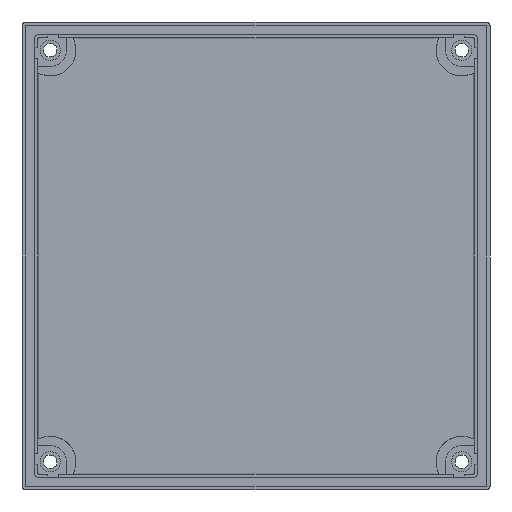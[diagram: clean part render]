
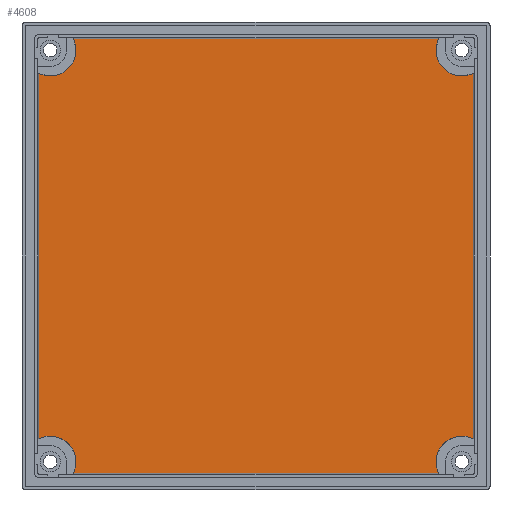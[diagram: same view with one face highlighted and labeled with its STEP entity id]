
A CAD part, front view. The second image highlights one B-rep face of the part: STEP entity #4608.
In plain terms, the highlighted planar face has unit normal (0, -1, 0).
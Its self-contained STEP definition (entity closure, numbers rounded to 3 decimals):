
#146 = VERTEX_POINT ( 'NONE', #3620 ) ;
#176 = CARTESIAN_POINT ( 'NONE',  ( -131., 36., -131. ) ) ;
#241 = ORIENTED_EDGE ( 'NONE', *, *, #662, .T. ) ;
#311 = AXIS2_PLACEMENT_3D ( 'NONE', #3709, #4116, #3370 ) ;
#315 = VECTOR ( 'NONE', #3012, 1000. ) ;
#337 = CARTESIAN_POINT ( 'NONE',  ( 131., 36., -131. ) ) ;
#338 = DIRECTION ( 'NONE',  ( 0., 1., 0. ) ) ;
#418 = AXIS2_PLACEMENT_3D ( 'NONE', #337, #4300, #4628 ) ;
#431 = AXIS2_PLACEMENT_3D ( 'NONE', #176, #5013, #3319 ) ;
#522 = EDGE_CURVE ( 'NONE', #882, #1478, #2431, .T. ) ;
#662 = EDGE_CURVE ( 'NONE', #4418, #2106, #3504, .T. ) ;
#763 = EDGE_CURVE ( 'NONE', #882, #4418, #4064, .T. ) ;
#861 = CARTESIAN_POINT ( 'NONE',  ( -138.393, 36., -116.473 ) ) ;
#882 = VERTEX_POINT ( 'NONE', #861 ) ;
#927 = CARTESIAN_POINT ( 'NONE',  ( 116.473, 36., -138.393 ) ) ;
#935 = CARTESIAN_POINT ( 'NONE',  ( -138.393, 36., 138.87 ) ) ;
#940 = CARTESIAN_POINT ( 'NONE',  ( 138.393, 36., -138.87 ) ) ;
#966 = ORIENTED_EDGE ( 'NONE', *, *, #763, .T. ) ;
#974 = EDGE_LOOP ( 'NONE', ( #5126, #5066, #3535, #1520, #5120, #3053, #2400, #966, #241, #2756 ) ) ;
#986 = CARTESIAN_POINT ( 'NONE',  ( -131., 36., 131. ) ) ;
#1148 = DIRECTION ( 'NONE',  ( 0., 0., 1. ) ) ;
#1337 = CARTESIAN_POINT ( 'NONE',  ( -116.473, 36., 138.393 ) ) ;
#1392 = CIRCLE ( 'NONE', #311, 16.3 ) ;
#1409 = LINE ( 'NONE', #940, #3254 ) ;
#1457 = PLANE ( 'NONE',  #2582 ) ;
#1478 = VERTEX_POINT ( 'NONE', #4908 ) ;
#1502 = EDGE_CURVE ( 'NONE', #2137, #1478, #4818, .T. ) ;
#1520 = ORIENTED_EDGE ( 'NONE', *, *, #1944, .T. ) ;
#1577 = DIRECTION ( 'NONE',  ( 0., 1., 0. ) ) ;
#1837 = EDGE_CURVE ( 'NONE', #2113, #2106, #4776, .T. ) ;
#1882 = AXIS2_PLACEMENT_3D ( 'NONE', #3496, #338, #1148 ) ;
#1944 = EDGE_CURVE ( 'NONE', #3736, #146, #2482, .T. ) ;
#2091 = DIRECTION ( 'NONE',  ( 0., 0., -1. ) ) ;
#2106 = VERTEX_POINT ( 'NONE', #4968 ) ;
#2113 = VERTEX_POINT ( 'NONE', #927 ) ;
#2137 = VERTEX_POINT ( 'NONE', #1337 ) ;
#2245 = DIRECTION ( 'NONE',  ( 0., 0., -1. ) ) ;
#2279 = CARTESIAN_POINT ( 'NONE',  ( 131., 36., -114.7 ) ) ;
#2306 = CARTESIAN_POINT ( 'NONE',  ( 138.393, 36., 116.473 ) ) ;
#2400 = ORIENTED_EDGE ( 'NONE', *, *, #522, .F. ) ;
#2431 = LINE ( 'NONE', #935, #3351 ) ;
#2432 = LINE ( 'NONE', #4684, #315 ) ;
#2480 = DIRECTION ( 'NONE',  ( 0., 0., 1. ) ) ;
#2482 = CIRCLE ( 'NONE', #3754, 16.3 ) ;
#2582 = AXIS2_PLACEMENT_3D ( 'NONE', #3824, #5000, #3052 ) ;
#2665 = FACE_OUTER_BOUND ( 'NONE', #974, .T. ) ;
#2732 = CARTESIAN_POINT ( 'NONE',  ( 138.393, 36., -116.473 ) ) ;
#2756 = ORIENTED_EDGE ( 'NONE', *, *, #1837, .F. ) ;
#3012 = DIRECTION ( 'NONE',  ( 1., 0., 0. ) ) ;
#3052 = DIRECTION ( 'NONE',  ( 0., 0., -1. ) ) ;
#3053 = ORIENTED_EDGE ( 'NONE', *, *, #1502, .T. ) ;
#3254 = VECTOR ( 'NONE', #2245, 1000. ) ;
#3319 = DIRECTION ( 'NONE',  ( 0., 0., 1. ) ) ;
#3329 = AXIS2_PLACEMENT_3D ( 'NONE', #986, #3732, #2091 ) ;
#3337 = DIRECTION ( 'NONE',  ( -1., 0., 0. ) ) ;
#3351 = VECTOR ( 'NONE', #2480, 1000. ) ;
#3370 = DIRECTION ( 'NONE',  ( 0., 0., -1. ) ) ;
#3496 = CARTESIAN_POINT ( 'NONE',  ( -131., 36., -131. ) ) ;
#3504 = CIRCLE ( 'NONE', #431, 16.3 ) ;
#3535 = ORIENTED_EDGE ( 'NONE', *, *, #5069, .F. ) ;
#3568 = EDGE_CURVE ( 'NONE', #2113, #4631, #1392, .T. ) ;
#3620 = CARTESIAN_POINT ( 'NONE',  ( 116.473, 36., 138.393 ) ) ;
#3676 = EDGE_CURVE ( 'NONE', #2137, #146, #2432, .T. ) ;
#3709 = CARTESIAN_POINT ( 'NONE',  ( 131., 36., -131. ) ) ;
#3732 = DIRECTION ( 'NONE',  ( 0., 1., 0. ) ) ;
#3736 = VERTEX_POINT ( 'NONE', #2306 ) ;
#3754 = AXIS2_PLACEMENT_3D ( 'NONE', #3917, #1577, #4728 ) ;
#3824 = CARTESIAN_POINT ( 'NONE',  ( 149., 36., 149. ) ) ;
#3917 = CARTESIAN_POINT ( 'NONE',  ( 131., 36., 131. ) ) ;
#4064 = CIRCLE ( 'NONE', #1882, 16.3 ) ;
#4116 = DIRECTION ( 'NONE',  ( 0., 1., 0. ) ) ;
#4128 = CARTESIAN_POINT ( 'NONE',  ( -138.87, 36., -138.393 ) ) ;
#4203 = VECTOR ( 'NONE', #3337, 1000. ) ;
#4300 = DIRECTION ( 'NONE',  ( 0., 1., 0. ) ) ;
#4312 = EDGE_CURVE ( 'NONE', #4631, #5117, #4337, .T. ) ;
#4337 = CIRCLE ( 'NONE', #418, 16.3 ) ;
#4418 = VERTEX_POINT ( 'NONE', #4948 ) ;
#4608 = ADVANCED_FACE ( 'NONE', ( #2665 ), #1457, .T. ) ;
#4628 = DIRECTION ( 'NONE',  ( 0., 0., -1. ) ) ;
#4631 = VERTEX_POINT ( 'NONE', #2279 ) ;
#4684 = CARTESIAN_POINT ( 'NONE',  ( 138.87, 36., 138.393 ) ) ;
#4728 = DIRECTION ( 'NONE',  ( 0., 0., 1. ) ) ;
#4776 = LINE ( 'NONE', #4128, #4203 ) ;
#4818 = CIRCLE ( 'NONE', #3329, 16.3 ) ;
#4908 = CARTESIAN_POINT ( 'NONE',  ( -138.393, 36., 116.473 ) ) ;
#4948 = CARTESIAN_POINT ( 'NONE',  ( -131., 36., -114.7 ) ) ;
#4968 = CARTESIAN_POINT ( 'NONE',  ( -116.473, 36., -138.393 ) ) ;
#5000 = DIRECTION ( 'NONE',  ( 0., -1., 0. ) ) ;
#5013 = DIRECTION ( 'NONE',  ( 0., 1., 0. ) ) ;
#5066 = ORIENTED_EDGE ( 'NONE', *, *, #4312, .T. ) ;
#5069 = EDGE_CURVE ( 'NONE', #3736, #5117, #1409, .T. ) ;
#5117 = VERTEX_POINT ( 'NONE', #2732 ) ;
#5120 = ORIENTED_EDGE ( 'NONE', *, *, #3676, .F. ) ;
#5126 = ORIENTED_EDGE ( 'NONE', *, *, #3568, .T. ) ;
